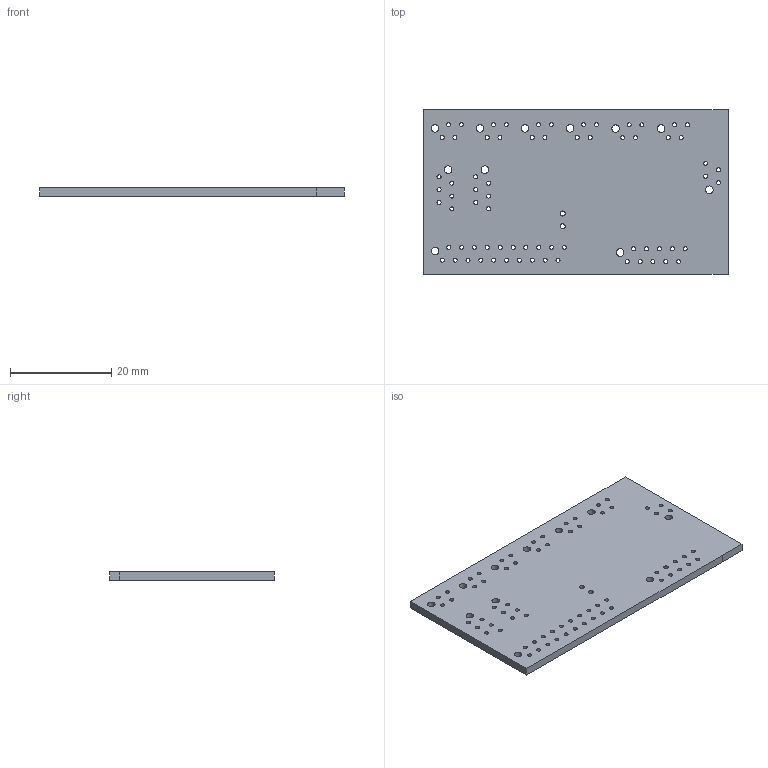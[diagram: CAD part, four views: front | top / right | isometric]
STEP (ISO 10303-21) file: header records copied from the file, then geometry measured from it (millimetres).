
FILE_DESCRIPTION(('FreeCAD Model'),'2;1');
FILE_NAME('roboy_hand_connector_pcb1.step','2019-02-12T19:02:53',('kicad StepUp'),('ksu MCAD'), 'Open CASCADE STEP processor 6.8','FreeCAD','Unknown');
FILE_SCHEMA(('AUTOMOTIVE_DESIGN_CC2 { 1 2 10303 214 -1 1 5 4 }'));
Length unit declared in the file: millimetre
Products named in the file (1): Pcb
Bounding box: 60.25 x 32.5 x 1.6 mm (x, y, z)
Volume: 3043.1 mm3; surface area: 4475.2 mm2
Topology: 1 solids, 1 shells, 92 faces, 270 edges, 180 vertices
Faces by surface type: cylinder 83, plane 9
Full cylindrical faces by diameter (mm): 0.8 x70, 1 x2, 1.5 x11
Entity records: 3513 total; most frequent: DIRECTION 622, CARTESIAN_POINT 543, ORIENTED_EDGE 540, EDGE_CURVE 270, AXIS2_PLACEMENT_3D 259, FACE_BOUND 258, EDGE_LOOP 258, VERTEX_POINT 180
